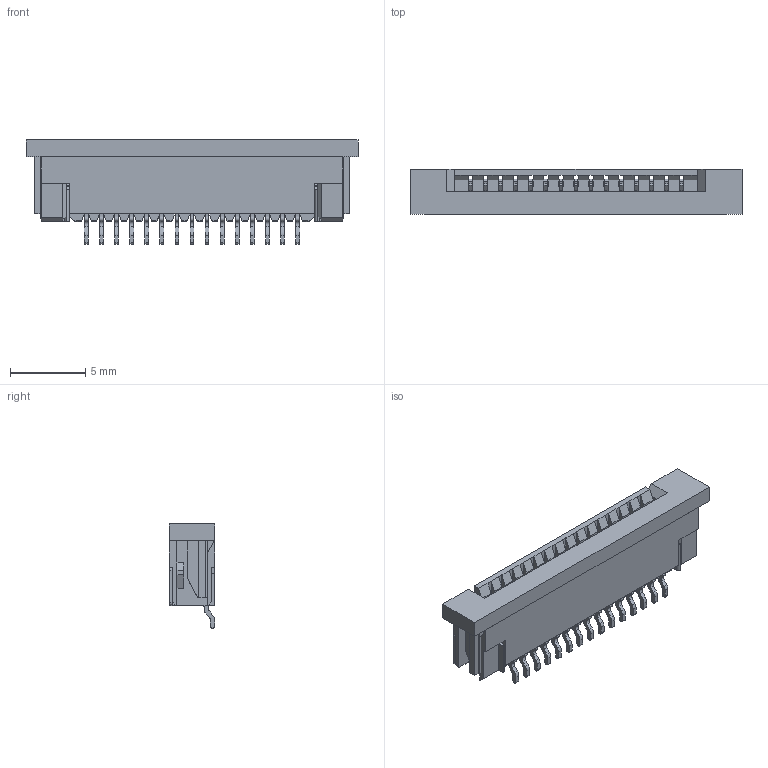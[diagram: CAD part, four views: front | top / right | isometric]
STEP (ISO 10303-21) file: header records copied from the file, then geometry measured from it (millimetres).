
FILE_DESCRIPTION(/* description */ ('STEP AP214'),/* implementation_level */ '2;1');
FILE_NAME(/* name */ 'ZF1-15-02-T-WT-TR',/* time_stamp */ '2024-05-09T23:06:03+02:00',/* author */ ('License CC BY-ND 4.0'),/* organization */ ('CADENAS'),/* preprocessor_version */ 'ST-DEVELOPER v19.3',/* originating_system */ 'PARTsolutions',/* authorisation */ ' ');
FILE_SCHEMA (('AUTOMOTIVE_DESIGN {1 0 10303 214 3 1 1}'));
Length unit declared in the file: inch
Products named in the file (6): ZF1-15-02-T-WT-TR; ZF1-15-02-WT_housing; ZF1-15-02-WT_wt; ZF1-15-02-WT_contact; ZF1-02_CS2; ZF1-02_cs
Assembly tree (5 placements, depth 2):
  ZF1-15-02-T-WT-TR
    ZF1-15-02-WT_housing
    ZF1-15-02-WT_wt
    ZF1-15-02-WT_contact
    ZF1-02_CS2
    ZF1-02_cs
Bounding box: 22.01 x 3.01 x 6.91 mm (x, y, z)
Volume: 220.1 mm3; surface area: 1060.2 mm2
Topology: 5 solids, 5 shells, 1034 faces, 3132 edges, 2024 vertices
Faces by surface type: plane 769, cylinder 265
Entity records: 35047 total; most frequent: ORIENTED_EDGE 6264, CARTESIAN_POINT 6196, DIRECTION 5826, EDGE_CURVE 3132, LINE 2518, VECTOR 2518, VERTEX_POINT 2024, AXIS2_PLACEMENT_3D 1654
